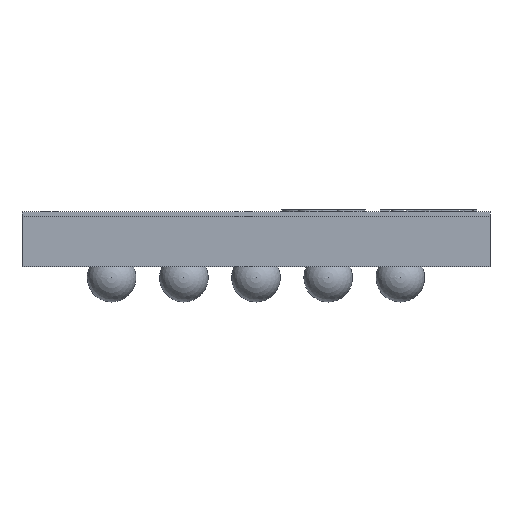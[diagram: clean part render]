
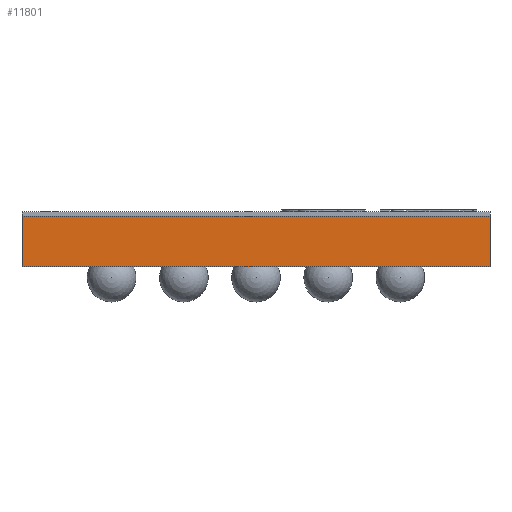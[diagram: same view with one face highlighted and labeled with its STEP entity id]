
A CAD part, front view. The second image highlights one B-rep face of the part: STEP entity #11801.
In plain terms, the highlighted planar face has unit normal (0, -1, 0).
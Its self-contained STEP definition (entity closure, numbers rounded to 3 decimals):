
#130 = DIRECTION ( 'NONE',  ( 0., 1., 0. ) ) ;
#162 = ORIENTED_EDGE ( 'NONE', *, *, #14741, .F. ) ;
#217 = DIRECTION ( 'NONE',  ( 0., 0., 1. ) ) ;
#1060 = VECTOR ( 'NONE', #16046, 1000. ) ;
#1384 = VERTEX_POINT ( 'NONE', #8454 ) ;
#1570 = EDGE_CURVE ( 'NONE', #1384, #12044, #15268, .T. ) ;
#3352 = CARTESIAN_POINT ( 'NONE',  ( 1.296, -1.296, 0. ) ) ;
#3936 = FACE_OUTER_BOUND ( 'NONE', #13483, .T. ) ;
#4115 = CARTESIAN_POINT ( 'NONE',  ( -1.296, -1.296, -0.28 ) ) ;
#4202 = VECTOR ( 'NONE', #6094, 1000. ) ;
#4785 = ORIENTED_EDGE ( 'NONE', *, *, #11650, .F. ) ;
#6094 = DIRECTION ( 'NONE',  ( -1., 0., 0. ) ) ;
#6285 = LINE ( 'NONE', #9232, #15016 ) ;
#8454 = CARTESIAN_POINT ( 'NONE',  ( 1.296, -1.296, 0. ) ) ;
#8807 = VERTEX_POINT ( 'NONE', #16898 ) ;
#8950 = ORIENTED_EDGE ( 'NONE', *, *, #1570, .T. ) ;
#8958 = PLANE ( 'NONE',  #15159 ) ;
#9232 = CARTESIAN_POINT ( 'NONE',  ( 1.296, -1.296, -0.28 ) ) ;
#9309 = VERTEX_POINT ( 'NONE', #16685 ) ;
#9940 = CARTESIAN_POINT ( 'NONE',  ( 1.296, -1.296, -0.28 ) ) ;
#10873 = CARTESIAN_POINT ( 'NONE',  ( 1.296, -1.296, -0.28 ) ) ;
#11644 = DIRECTION ( 'NONE',  ( 0., 0., 1. ) ) ;
#11650 = EDGE_CURVE ( 'NONE', #9309, #8807, #16480, .T. ) ;
#11801 = ADVANCED_FACE ( 'NONE', ( #3936 ), #8958, .F. ) ;
#11966 = LINE ( 'NONE', #4115, #1060 ) ;
#12044 = VERTEX_POINT ( 'NONE', #12532 ) ;
#12532 = CARTESIAN_POINT ( 'NONE',  ( -1.296, -1.296, 0. ) ) ;
#13483 = EDGE_LOOP ( 'NONE', ( #8950, #162, #4785, #16348 ) ) ;
#14741 = EDGE_CURVE ( 'NONE', #8807, #12044, #11966, .T. ) ;
#15016 = VECTOR ( 'NONE', #11644, 1000. ) ;
#15159 = AXIS2_PLACEMENT_3D ( 'NONE', #10873, #130, #217 ) ;
#15268 = LINE ( 'NONE', #3352, #4202 ) ;
#16046 = DIRECTION ( 'NONE',  ( 0., 0., 1. ) ) ;
#16348 = ORIENTED_EDGE ( 'NONE', *, *, #17102, .T. ) ;
#16480 = LINE ( 'NONE', #9940, #16512 ) ;
#16512 = VECTOR ( 'NONE', #16574, 1000. ) ;
#16574 = DIRECTION ( 'NONE',  ( -1., 0., 0. ) ) ;
#16685 = CARTESIAN_POINT ( 'NONE',  ( 1.296, -1.296, -0.28 ) ) ;
#16898 = CARTESIAN_POINT ( 'NONE',  ( -1.296, -1.296, -0.28 ) ) ;
#17102 = EDGE_CURVE ( 'NONE', #9309, #1384, #6285, .T. ) ;
